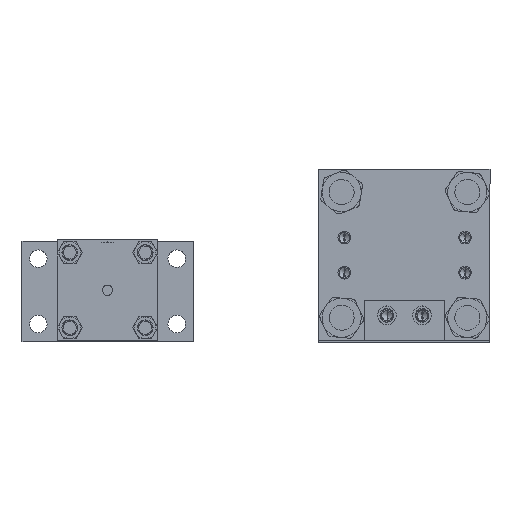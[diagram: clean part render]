
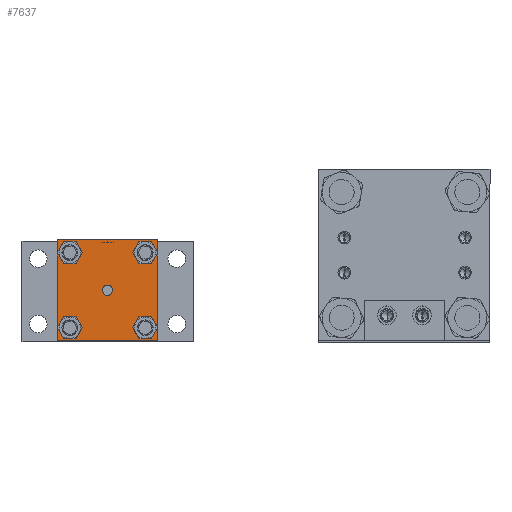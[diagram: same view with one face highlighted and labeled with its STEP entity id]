
A CAD part, top view. The second image highlights one B-rep face of the part: STEP entity #7637.
In plain terms, the highlighted planar face has unit normal (0, 0, 1).
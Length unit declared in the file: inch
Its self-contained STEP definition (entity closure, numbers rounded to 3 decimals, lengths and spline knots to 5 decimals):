
#96 = CIRCLE ( 'NONE', #10601, 0.188 ) ;
#243 = EDGE_LOOP ( 'NONE', ( #9175, #11076 ) ) ;
#280 = EDGE_LOOP ( 'NONE', ( #8579, #3465 ) ) ;
#288 = CIRCLE ( 'NONE', #13178, 0.188 ) ;
#593 = AXIS2_PLACEMENT_3D ( 'NONE', #3485, #1161, #4904 ) ;
#632 = EDGE_LOOP ( 'NONE', ( #9824, #8204 ) ) ;
#750 = CIRCLE ( 'NONE', #1079, 0.188 ) ;
#891 = CIRCLE ( 'NONE', #13581, 0.188 ) ;
#1079 = AXIS2_PLACEMENT_3D ( 'NONE', #6546, #15126, #12641 ) ;
#1154 = LINE ( 'NONE', #13310, #12312 ) ;
#1161 = DIRECTION ( 'NONE',  ( 0., 0., 1. ) ) ;
#1168 = VECTOR ( 'NONE', #8979, 39.37008 ) ;
#1776 = DIRECTION ( 'NONE',  ( 1., 0., 0. ) ) ;
#1924 = VERTEX_POINT ( 'NONE', #4814 ) ;
#2073 = VERTEX_POINT ( 'NONE', #7399 ) ;
#2318 = CARTESIAN_POINT ( 'NONE',  ( 7.14946, 9.57806, 0.5 ) ) ;
#2596 = DIRECTION ( 'NONE',  ( 0., 0., 1. ) ) ;
#2610 = VERTEX_POINT ( 'NONE', #11762 ) ;
#2636 = EDGE_CURVE ( 'NONE', #9693, #9902, #96, .T. ) ;
#2740 = CIRCLE ( 'NONE', #8784, 0.12655 ) ;
#2773 = AXIS2_PLACEMENT_3D ( 'NONE', #2775, #8766, #13532 ) ;
#2775 = CARTESIAN_POINT ( 'NONE',  ( 4.96446, 7.39306, 0.5 ) ) ;
#2819 = DIRECTION ( 'NONE',  ( 1., 0., 0. ) ) ;
#2890 = LINE ( 'NONE', #11418, #1168 ) ;
#3001 = CARTESIAN_POINT ( 'NONE',  ( 5.15246, 9.26306, 0.5 ) ) ;
#3018 = VERTEX_POINT ( 'NONE', #6477 ) ;
#3285 = DIRECTION ( 'NONE',  ( 1., 0., 0. ) ) ;
#3465 = ORIENTED_EDGE ( 'NONE', *, *, #9588, .F. ) ;
#3477 = ORIENTED_EDGE ( 'NONE', *, *, #10521, .T. ) ;
#3485 = CARTESIAN_POINT ( 'NONE',  ( 6.83446, 7.39306, 0.5 ) ) ;
#3922 = CIRCLE ( 'NONE', #6614, 0.188 ) ;
#3974 = DIRECTION ( 'NONE',  ( 1., 0., 0. ) ) ;
#4040 = CARTESIAN_POINT ( 'NONE',  ( 7.14946, 7.07806, 0.5 ) ) ;
#4096 = AXIS2_PLACEMENT_3D ( 'NONE', #15477, #7004, #6946 ) ;
#4438 = CIRCLE ( 'NONE', #593, 0.188 ) ;
#4814 = CARTESIAN_POINT ( 'NONE',  ( 4.64946, 9.57806, 0.5 ) ) ;
#4878 = FACE_BOUND ( 'NONE', #13359, .T. ) ;
#4904 = DIRECTION ( 'NONE',  ( 1., 0., 0. ) ) ;
#5011 = ORIENTED_EDGE ( 'NONE', *, *, #13536, .F. ) ;
#5024 = CARTESIAN_POINT ( 'NONE',  ( 5.89946, 7.07806, 0.5 ) ) ;
#5057 = CARTESIAN_POINT ( 'NONE',  ( 6.02601, 8.32806, 0.5 ) ) ;
#5442 = LINE ( 'NONE', #5024, #10942 ) ;
#5649 = EDGE_CURVE ( 'NONE', #10550, #14152, #2890, .T. ) ;
#5848 = FACE_BOUND ( 'NONE', #632, .T. ) ;
#6071 = DIRECTION ( 'NONE',  ( 0., -1., 0. ) ) ;
#6077 = EDGE_CURVE ( 'NONE', #14671, #2610, #2740, .T. ) ;
#6227 = EDGE_LOOP ( 'NONE', ( #12364, #3477, #14059, #14050 ) ) ;
#6284 = EDGE_CURVE ( 'NONE', #8223, #2073, #288, .T. ) ;
#6286 = DIRECTION ( 'NONE',  ( 1., 0., 0. ) ) ;
#6477 = CARTESIAN_POINT ( 'NONE',  ( 7.02246, 7.39306, 0.5 ) ) ;
#6546 = CARTESIAN_POINT ( 'NONE',  ( 4.96446, 9.26306, 0.5 ) ) ;
#6604 = CARTESIAN_POINT ( 'NONE',  ( 6.83446, 9.26306, 0.5 ) ) ;
#6614 = AXIS2_PLACEMENT_3D ( 'NONE', #14199, #6950, #15422 ) ;
#6824 = EDGE_CURVE ( 'NONE', #6866, #3018, #4438, .T. ) ;
#6827 = DIRECTION ( 'NONE',  ( 1., 0., 0. ) ) ;
#6866 = VERTEX_POINT ( 'NONE', #7162 ) ;
#6946 = DIRECTION ( 'NONE',  ( 1., 0., 0. ) ) ;
#6950 = DIRECTION ( 'NONE',  ( 0., 0., 1. ) ) ;
#7004 = DIRECTION ( 'NONE',  ( 0., 0., 1. ) ) ;
#7162 = CARTESIAN_POINT ( 'NONE',  ( 6.64646, 7.39306, 0.5 ) ) ;
#7240 = CARTESIAN_POINT ( 'NONE',  ( 4.64946, 7.07806, 0.5 ) ) ;
#7399 = CARTESIAN_POINT ( 'NONE',  ( 5.15246, 7.39306, 0.5 ) ) ;
#7637 = ADVANCED_FACE ( 'NONE', ( #15517, #14908, #5848, #12259, #15098, #4878 ), #9842, .T. ) ;
#7749 = DIRECTION ( 'NONE',  ( 0., 0., 1. ) ) ;
#7857 = EDGE_LOOP ( 'NONE', ( #5011, #8558 ) ) ;
#7955 = CARTESIAN_POINT ( 'NONE',  ( 4.96446, 7.39306, 0.5 ) ) ;
#8204 = ORIENTED_EDGE ( 'NONE', *, *, #11818, .F. ) ;
#8223 = VERTEX_POINT ( 'NONE', #9313 ) ;
#8558 = ORIENTED_EDGE ( 'NONE', *, *, #6284, .F. ) ;
#8579 = ORIENTED_EDGE ( 'NONE', *, *, #2636, .F. ) ;
#8766 = DIRECTION ( 'NONE',  ( 0., 0., 1. ) ) ;
#8784 = AXIS2_PLACEMENT_3D ( 'NONE', #13730, #13579, #3974 ) ;
#8903 = VERTEX_POINT ( 'NONE', #7240 ) ;
#8979 = DIRECTION ( 'NONE',  ( 0., -1., 0. ) ) ;
#9175 = ORIENTED_EDGE ( 'NONE', *, *, #13716, .F. ) ;
#9313 = CARTESIAN_POINT ( 'NONE',  ( 4.77646, 7.39306, 0.5 ) ) ;
#9370 = DIRECTION ( 'NONE',  ( 1., 0., 0. ) ) ;
#9588 = EDGE_CURVE ( 'NONE', #9902, #9693, #891, .T. ) ;
#9693 = VERTEX_POINT ( 'NONE', #12520 ) ;
#9824 = ORIENTED_EDGE ( 'NONE', *, *, #11672, .F. ) ;
#9842 = PLANE ( 'NONE',  #12666 ) ;
#9859 = EDGE_CURVE ( 'NONE', #2610, #14671, #15304, .T. ) ;
#9902 = VERTEX_POINT ( 'NONE', #15566 ) ;
#10173 = CIRCLE ( 'NONE', #4096, 0.188 ) ;
#10413 = DIRECTION ( 'NONE',  ( 0., 0., 1. ) ) ;
#10521 = EDGE_CURVE ( 'NONE', #1924, #8903, #1154, .T. ) ;
#10549 = CARTESIAN_POINT ( 'NONE',  ( 4.77646, 9.26306, 0.5 ) ) ;
#10550 = VERTEX_POINT ( 'NONE', #2318 ) ;
#10601 = AXIS2_PLACEMENT_3D ( 'NONE', #15482, #13151, #9370 ) ;
#10942 = VECTOR ( 'NONE', #6286, 39.37008 ) ;
#11076 = ORIENTED_EDGE ( 'NONE', *, *, #6824, .F. ) ;
#11418 = CARTESIAN_POINT ( 'NONE',  ( 7.14946, 5.57249, 0.5 ) ) ;
#11492 = EDGE_CURVE ( 'NONE', #1924, #10550, #13083, .T. ) ;
#11672 = EDGE_CURVE ( 'NONE', #14201, #12984, #3922, .T. ) ;
#11762 = CARTESIAN_POINT ( 'NONE',  ( 5.77291, 8.32806, 0.5 ) ) ;
#11818 = EDGE_CURVE ( 'NONE', #12984, #14201, #750, .T. ) ;
#11984 = AXIS2_PLACEMENT_3D ( 'NONE', #12863, #14054, #6827 ) ;
#12240 = CIRCLE ( 'NONE', #2773, 0.188 ) ;
#12259 = FACE_BOUND ( 'NONE', #7857, .T. ) ;
#12281 = DIRECTION ( 'NONE',  ( 1., 0., 0. ) ) ;
#12312 = VECTOR ( 'NONE', #6071, 39.37008 ) ;
#12364 = ORIENTED_EDGE ( 'NONE', *, *, #11492, .F. ) ;
#12520 = CARTESIAN_POINT ( 'NONE',  ( 7.02246, 9.26306, 0.5 ) ) ;
#12641 = DIRECTION ( 'NONE',  ( 1., 0., 0. ) ) ;
#12666 = AXIS2_PLACEMENT_3D ( 'NONE', #14553, #2596, #12281 ) ;
#12863 = CARTESIAN_POINT ( 'NONE',  ( 5.89946, 8.32806, 0.5 ) ) ;
#12933 = CARTESIAN_POINT ( 'NONE',  ( 5.89946, 9.57806, 0.5 ) ) ;
#12984 = VERTEX_POINT ( 'NONE', #10549 ) ;
#13083 = LINE ( 'NONE', #12933, #14935 ) ;
#13151 = DIRECTION ( 'NONE',  ( 0., 0., 1. ) ) ;
#13178 = AXIS2_PLACEMENT_3D ( 'NONE', #7955, #10413, #1776 ) ;
#13310 = CARTESIAN_POINT ( 'NONE',  ( 4.64946, 5.57249, 0.5 ) ) ;
#13359 = EDGE_LOOP ( 'NONE', ( #13427, #14678 ) ) ;
#13427 = ORIENTED_EDGE ( 'NONE', *, *, #9859, .F. ) ;
#13532 = DIRECTION ( 'NONE',  ( 1., 0., 0. ) ) ;
#13536 = EDGE_CURVE ( 'NONE', #2073, #8223, #12240, .T. ) ;
#13579 = DIRECTION ( 'NONE',  ( 0., 0., 1. ) ) ;
#13581 = AXIS2_PLACEMENT_3D ( 'NONE', #6604, #7749, #2819 ) ;
#13716 = EDGE_CURVE ( 'NONE', #3018, #6866, #10173, .T. ) ;
#13730 = CARTESIAN_POINT ( 'NONE',  ( 5.89946, 8.32806, 0.5 ) ) ;
#13971 = EDGE_CURVE ( 'NONE', #8903, #14152, #5442, .T. ) ;
#14050 = ORIENTED_EDGE ( 'NONE', *, *, #5649, .F. ) ;
#14054 = DIRECTION ( 'NONE',  ( 0., 0., 1. ) ) ;
#14059 = ORIENTED_EDGE ( 'NONE', *, *, #13971, .T. ) ;
#14152 = VERTEX_POINT ( 'NONE', #4040 ) ;
#14199 = CARTESIAN_POINT ( 'NONE',  ( 4.96446, 9.26306, 0.5 ) ) ;
#14201 = VERTEX_POINT ( 'NONE', #3001 ) ;
#14553 = CARTESIAN_POINT ( 'NONE',  ( 5.89946, 5.57249, 0.5 ) ) ;
#14671 = VERTEX_POINT ( 'NONE', #5057 ) ;
#14678 = ORIENTED_EDGE ( 'NONE', *, *, #6077, .F. ) ;
#14908 = FACE_BOUND ( 'NONE', #280, .T. ) ;
#14935 = VECTOR ( 'NONE', #3285, 39.37008 ) ;
#15098 = FACE_OUTER_BOUND ( 'NONE', #6227, .T. ) ;
#15126 = DIRECTION ( 'NONE',  ( 0., 0., 1. ) ) ;
#15304 = CIRCLE ( 'NONE', #11984, 0.12655 ) ;
#15422 = DIRECTION ( 'NONE',  ( 1., 0., 0. ) ) ;
#15477 = CARTESIAN_POINT ( 'NONE',  ( 6.83446, 7.39306, 0.5 ) ) ;
#15482 = CARTESIAN_POINT ( 'NONE',  ( 6.83446, 9.26306, 0.5 ) ) ;
#15517 = FACE_BOUND ( 'NONE', #243, .T. ) ;
#15566 = CARTESIAN_POINT ( 'NONE',  ( 6.64646, 9.26306, 0.5 ) ) ;
